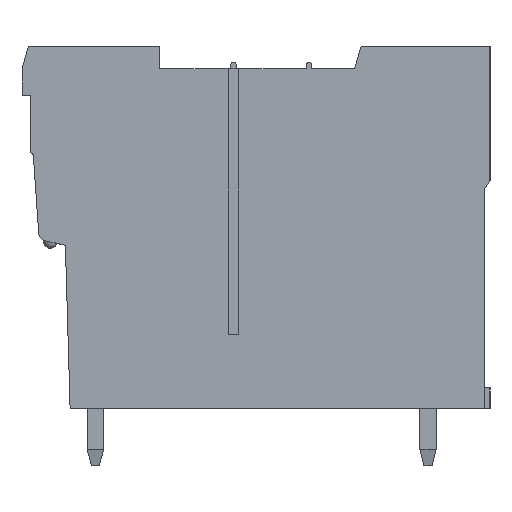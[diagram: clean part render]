
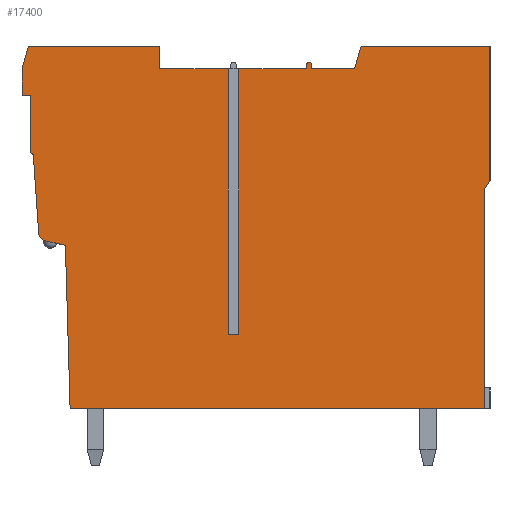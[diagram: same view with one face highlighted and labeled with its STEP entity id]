
A CAD part, left-side view. The second image highlights one B-rep face of the part: STEP entity #17400.
In plain terms, the highlighted planar face has unit normal (-1, 0, 0).
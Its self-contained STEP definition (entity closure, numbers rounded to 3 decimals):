
#4905=DIRECTION('',(0.,-1.,0.));
#4906=VECTOR('',#4905,8.06);
#4907=CARTESIAN_POINT('',(0.,4.11,0.));
#4908=LINE('',#4907,#4906);
#4909=DIRECTION('',(0.,0.,-1.));
#4910=VECTOR('',#4909,1.36);
#4911=CARTESIAN_POINT('',(0.,-3.95,0.));
#4912=LINE('',#4911,#4910);
#4913=DIRECTION('',(0.,-1.,0.));
#4914=VECTOR('',#4913,4.195);
#4915=CARTESIAN_POINT('',(0.,-3.95,-1.36));
#4916=LINE('',#4915,#4914);
#4917=DIRECTION('',(0.,0.,1.));
#4918=VECTOR('',#4917,16.3);
#4919=CARTESIAN_POINT('',(0.,-8.145,-17.66));
#4920=LINE('',#4919,#4918);
#4921=DIRECTION('',(0.,-1.,0.));
#4922=VECTOR('',#4921,0.65);
#4923=CARTESIAN_POINT('',(0.,-8.145,-17.66));
#4924=LINE('',#4923,#4922);
#4925=DIRECTION('',(0.,0.,1.));
#4926=VECTOR('',#4925,16.3);
#4927=CARTESIAN_POINT('',(0.,-8.795,-17.66));
#4928=LINE('',#4927,#4926);
#4929=DIRECTION('',(0.,-1.,0.));
#4930=VECTOR('',#4929,4.145);
#4931=CARTESIAN_POINT('',(0.,-8.795,-1.36));
#4932=LINE('',#4931,#4930);
#4933=DIRECTION('',(0.,0.,1.));
#4934=VECTOR('',#4933,0.223);
#4935=CARTESIAN_POINT('',(0.,-12.94,-1.36));
#4936=LINE('',#4935,#4934);
#4937=CARTESIAN_POINT('',(0.,-13.11,-1.137));
#4938=DIRECTION('',(-1.,0.,0.));
#4939=DIRECTION('',(0.,-1.,0.));
#4940=AXIS2_PLACEMENT_3D('',#4937,#4938,#4939);
#4942=DIRECTION('',(0.,0.,-1.));
#4943=VECTOR('',#4942,0.223);
#4944=CARTESIAN_POINT('',(0.,-13.28,-1.137));
#4945=LINE('',#4944,#4943);
#4946=DIRECTION('',(0.,-1.,0.));
#4947=VECTOR('',#4946,2.62);
#4948=CARTESIAN_POINT('',(0.,-13.28,-1.36));
#4949=LINE('',#4948,#4947);
#4950=DIRECTION('',(0.,-0.276,0.961));
#4951=VECTOR('',#4950,1.415);
#4952=CARTESIAN_POINT('',(0.,-15.9,-1.36));
#4953=LINE('',#4952,#4951);
#4954=DIRECTION('',(0.,-1.,0.));
#4955=VECTOR('',#4954,7.91);
#4956=CARTESIAN_POINT('',(0.,-16.29,0.));
#4957=LINE('',#4956,#4955);
#4958=DIRECTION('',(0.,0.,-1.));
#4959=VECTOR('',#4958,8.22);
#4960=CARTESIAN_POINT('',(0.,-24.2,0.));
#4961=LINE('',#4960,#4959);
#4962=DIRECTION('',(0.,0.517,-0.856));
#4963=VECTOR('',#4962,0.677);
#4964=CARTESIAN_POINT('',(0.,-24.2,-8.22));
#4965=LINE('',#4964,#4963);
#4966=DIRECTION('',(0.,0.,-1.));
#4967=VECTOR('',#4966,13.4);
#4968=CARTESIAN_POINT('',(0.,-23.85,-8.8));
#4969=LINE('',#4968,#4967);
#4970=DIRECTION('',(0.,1.,0.));
#4971=VECTOR('',#4970,25.4);
#4972=CARTESIAN_POINT('',(0.,-23.85,-22.2));
#4973=LINE('',#4972,#4971);
#4974=DIRECTION('',(0.,0.029,1.));
#4975=VECTOR('',#4974,10.002);
#4976=CARTESIAN_POINT('',(0.,1.55,-22.2));
#4977=LINE('',#4976,#4975);
#4978=DIRECTION('',(0.,0.973,0.231));
#4979=VECTOR('',#4978,1.301);
#4980=CARTESIAN_POINT('',(0.,1.84,-12.202));
#4981=LINE('',#4980,#4979);
#4982=CARTESIAN_POINT('',(0.,2.995,-11.434));
#4983=DIRECTION('',(-1.,0.,0.));
#4984=DIRECTION('',(0.,0.998,-0.069));
#4985=AXIS2_PLACEMENT_3D('',#4982,#4983,#4984);
#4987=DIRECTION('',(0.,0.069,0.998));
#4988=VECTOR('',#4987,4.879);
#4989=CARTESIAN_POINT('',(0.,3.474,-11.467));
#4990=LINE('',#4989,#4988);
#4991=CARTESIAN_POINT('',(0.,3.81,-6.41));
#4992=DIRECTION('',(-1.,0.,0.));
#4993=DIRECTION('',(0.,1.,0.));
#4994=AXIS2_PLACEMENT_3D('',#4991,#4992,#4993);
#4996=DIRECTION('',(0.,0.,1.));
#4997=VECTOR('',#4996,3.41);
#4998=CARTESIAN_POINT('',(0.,4.,-6.41));
#4999=LINE('',#4998,#4997);
#5000=DIRECTION('',(0.,1.,0.));
#5001=VECTOR('',#5000,0.5);
#5002=CARTESIAN_POINT('',(0.,4.,-3.));
#5003=LINE('',#5002,#5001);
#5004=DIRECTION('',(0.,0.,1.));
#5005=VECTOR('',#5004,1.64);
#5006=CARTESIAN_POINT('',(0.,4.5,-3.));
#5007=LINE('',#5006,#5005);
#5008=DIRECTION('',(0.,0.276,-0.961));
#5009=VECTOR('',#5008,1.415);
#5010=CARTESIAN_POINT('',(0.,4.11,0.));
#5011=LINE('',#5010,#5009);
#8377=CARTESIAN_POINT('',(0.,4.11,0.));
#8378=CARTESIAN_POINT('',(0.,-3.95,0.));
#8379=VERTEX_POINT('',#8377);
#8380=VERTEX_POINT('',#8378);
#8381=CARTESIAN_POINT('',(0.,-16.29,0.));
#8382=CARTESIAN_POINT('',(0.,-24.2,0.));
#8383=VERTEX_POINT('',#8381);
#8384=VERTEX_POINT('',#8382);
#8385=CARTESIAN_POINT('',(0.,-24.2,-8.22));
#8386=VERTEX_POINT('',#8385);
#8387=CARTESIAN_POINT('',(0.,-23.85,-22.2));
#8388=CARTESIAN_POINT('',(0.,1.55,-22.2));
#8389=VERTEX_POINT('',#8387);
#8390=VERTEX_POINT('',#8388);
#8391=CARTESIAN_POINT('',(0.,4.5,-3.));
#8392=CARTESIAN_POINT('',(0.,4.5,-1.36));
#8393=VERTEX_POINT('',#8391);
#8394=VERTEX_POINT('',#8392);
#8395=CARTESIAN_POINT('',(0.,-23.85,-8.8));
#8396=VERTEX_POINT('',#8395);
#8397=CARTESIAN_POINT('',(0.,1.84,-12.202));
#8398=VERTEX_POINT('',#8397);
#8399=CARTESIAN_POINT('',(0.,3.106,-11.902));
#8400=VERTEX_POINT('',#8399);
#8401=CARTESIAN_POINT('',(0.,3.474,-11.467));
#8402=CARTESIAN_POINT('',(0.,3.81,-6.6));
#8403=VERTEX_POINT('',#8401);
#8404=VERTEX_POINT('',#8402);
#8405=CARTESIAN_POINT('',(0.,4.,-6.41));
#8406=CARTESIAN_POINT('',(0.,4.,-3.));
#8407=VERTEX_POINT('',#8405);
#8408=VERTEX_POINT('',#8406);
#8409=CARTESIAN_POINT('',(0.,-3.95,-1.36));
#8410=VERTEX_POINT('',#8409);
#8411=CARTESIAN_POINT('',(0.,-8.145,-1.36));
#8412=VERTEX_POINT('',#8411);
#8413=CARTESIAN_POINT('',(0.,-8.795,-1.36));
#8414=CARTESIAN_POINT('',(0.,-12.94,-1.36));
#8415=VERTEX_POINT('',#8413);
#8416=VERTEX_POINT('',#8414);
#8417=CARTESIAN_POINT('',(0.,-15.9,-1.36));
#8418=VERTEX_POINT('',#8417);
#8419=CARTESIAN_POINT('',(0.,-12.94,-1.137));
#8420=VERTEX_POINT('',#8419);
#8421=CARTESIAN_POINT('',(0.,-13.28,-1.137));
#8422=VERTEX_POINT('',#8421);
#8423=CARTESIAN_POINT('',(0.,-13.28,-1.36));
#8424=VERTEX_POINT('',#8423);
#8425=CARTESIAN_POINT('',(0.,-8.145,-17.66));
#8426=CARTESIAN_POINT('',(0.,-8.795,-17.66));
#8427=VERTEX_POINT('',#8425);
#8428=VERTEX_POINT('',#8426);
#17363=CARTESIAN_POINT('',(0.,7.044,-31.2));
#17364=DIRECTION('',(-1.,0.,0.));
#17365=DIRECTION('',(0.,-1.,0.));
#17366=AXIS2_PLACEMENT_3D('',#17363,#17364,#17365);
#17367=PLANE('',#17366);
#17368=ORIENTED_EDGE('',*,*,#10713,.T.);
#17369=ORIENTED_EDGE('',*,*,#14197,.T.);
#17370=ORIENTED_EDGE('',*,*,#14105,.T.);
#17372=ORIENTED_EDGE('',*,*,#17371,.F.);
#17374=ORIENTED_EDGE('',*,*,#17373,.T.);
#17376=ORIENTED_EDGE('',*,*,#17375,.T.);
#17377=ORIENTED_EDGE('',*,*,#14097,.T.);
#17378=ORIENTED_EDGE('',*,*,#14074,.T.);
#17379=ORIENTED_EDGE('',*,*,#14059,.F.);
#17380=ORIENTED_EDGE('',*,*,#13990,.T.);
#17381=ORIENTED_EDGE('',*,*,#13706,.T.);
#17382=ORIENTED_EDGE('',*,*,#17358,.T.);
#17383=ORIENTED_EDGE('',*,*,#10769,.T.);
#17384=ORIENTED_EDGE('',*,*,#14261,.T.);
#17385=ORIENTED_EDGE('',*,*,#14275,.T.);
#17386=ORIENTED_EDGE('',*,*,#14417,.T.);
#17387=ORIENTED_EDGE('',*,*,#14451,.T.);
#17388=ORIENTED_EDGE('',*,*,#15872,.T.);
#17389=ORIENTED_EDGE('',*,*,#15967,.T.);
#17390=ORIENTED_EDGE('',*,*,#15986,.F.);
#17391=ORIENTED_EDGE('',*,*,#16031,.T.);
#17392=ORIENTED_EDGE('',*,*,#16045,.F.);
#17393=ORIENTED_EDGE('',*,*,#16059,.T.);
#17394=ORIENTED_EDGE('',*,*,#16073,.T.);
#17395=ORIENTED_EDGE('',*,*,#16109,.T.);
#17397=ORIENTED_EDGE('',*,*,#17396,.F.);
#17398=EDGE_LOOP('',(#17368,#17369,#17370,#17372,#17374,#17376,#17377,#17378,
#17379,#17380,#17381,#17382,#17383,#17384,#17385,#17386,#17387,#17388,#17389,
#17390,#17391,#17392,#17393,#17394,#17395,#17397));
#17399=FACE_OUTER_BOUND('',#17398,.F.);
#17400=ADVANCED_FACE('',(#17399),#17367,.T.);
#4941=CIRCLE('',#4940,0.17);
#4986=CIRCLE('',#4985,0.48);
#4995=CIRCLE('',#4994,0.19);
#10713=EDGE_CURVE('',#8379,#8380,#4908,.T.);
#10769=EDGE_CURVE('',#8383,#8384,#4957,.T.);
#13706=EDGE_CURVE('',#8424,#8418,#4949,.T.);
#13990=EDGE_CURVE('',#8422,#8424,#4945,.T.);
#14059=EDGE_CURVE('',#8422,#8420,#4941,.T.);
#14074=EDGE_CURVE('',#8416,#8420,#4936,.T.);
#14097=EDGE_CURVE('',#8415,#8416,#4932,.T.);
#14105=EDGE_CURVE('',#8410,#8412,#4916,.T.);
#14197=EDGE_CURVE('',#8380,#8410,#4912,.T.);
#14261=EDGE_CURVE('',#8384,#8386,#4961,.T.);
#14275=EDGE_CURVE('',#8386,#8396,#4965,.T.);
#14417=EDGE_CURVE('',#8396,#8389,#4969,.T.);
#14451=EDGE_CURVE('',#8389,#8390,#4973,.T.);
#15872=EDGE_CURVE('',#8390,#8398,#4977,.T.);
#15967=EDGE_CURVE('',#8398,#8400,#4981,.T.);
#15986=EDGE_CURVE('',#8403,#8400,#4986,.T.);
#16031=EDGE_CURVE('',#8403,#8404,#4990,.T.);
#16045=EDGE_CURVE('',#8407,#8404,#4995,.T.);
#16059=EDGE_CURVE('',#8407,#8408,#4999,.T.);
#16073=EDGE_CURVE('',#8408,#8393,#5003,.T.);
#16109=EDGE_CURVE('',#8393,#8394,#5007,.T.);
#17358=EDGE_CURVE('',#8418,#8383,#4953,.T.);
#17371=EDGE_CURVE('',#8427,#8412,#4920,.T.);
#17373=EDGE_CURVE('',#8427,#8428,#4924,.T.);
#17375=EDGE_CURVE('',#8428,#8415,#4928,.T.);
#17396=EDGE_CURVE('',#8379,#8394,#5011,.T.);
